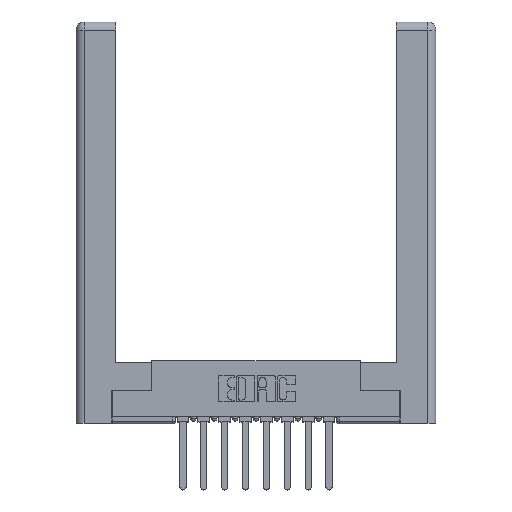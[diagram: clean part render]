
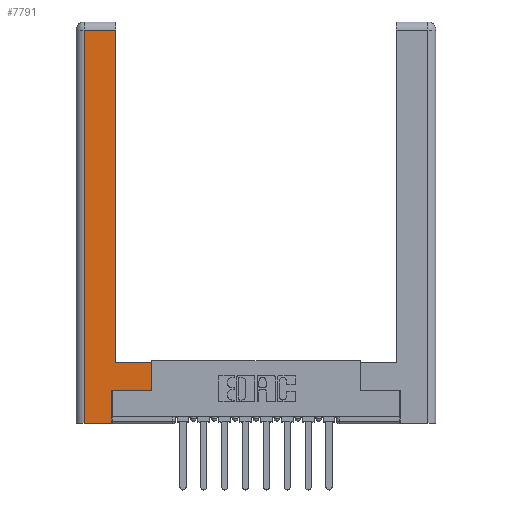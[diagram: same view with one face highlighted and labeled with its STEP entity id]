
A CAD part, top view. The second image highlights one B-rep face of the part: STEP entity #7791.
In plain terms, the highlighted planar face has unit normal (0, 0, 1).
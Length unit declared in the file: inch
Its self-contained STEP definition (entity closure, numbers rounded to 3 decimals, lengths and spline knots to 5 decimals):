
#95 = DIRECTION ( 'NONE',  ( -1., 0., 0. ) ) ;
#148 = VERTEX_POINT ( 'NONE', #8814 ) ;
#348 = CARTESIAN_POINT ( 'NONE',  ( 0.565, 0.245, 0. ) ) ;
#369 = VECTOR ( 'NONE', #12703, 39.37008 ) ;
#371 = CARTESIAN_POINT ( 'NONE',  ( 0.565, 0.45, 0. ) ) ;
#792 = LINE ( 'NONE', #14061, #10345 ) ;
#1138 = PLANE ( 'NONE',  #8447 ) ;
#1139 = LINE ( 'NONE', #5398, #1811 ) ;
#1188 = CARTESIAN_POINT ( 'NONE',  ( 0.295, 0.45, 0. ) ) ;
#1478 = EDGE_CURVE ( 'NONE', #9596, #3219, #792, .T. ) ;
#1811 = VECTOR ( 'NONE', #3183, 39.37008 ) ;
#2026 = DIRECTION ( 'NONE',  ( 1., 0., 0. ) ) ;
#2122 = CARTESIAN_POINT ( 'NONE',  ( 0.0615, 2.94, 0. ) ) ;
#2212 = LINE ( 'NONE', #6770, #5736 ) ;
#2408 = EDGE_CURVE ( 'NONE', #3219, #148, #1139, .T. ) ;
#2484 = ORIENTED_EDGE ( 'NONE', *, *, #9883, .T. ) ;
#2503 = LINE ( 'NONE', #371, #369 ) ;
#2632 = CARTESIAN_POINT ( 'NONE',  ( 0.0615, 0., 0. ) ) ;
#2732 = VERTEX_POINT ( 'NONE', #1188 ) ;
#3183 = DIRECTION ( 'NONE',  ( 0., 1., 0. ) ) ;
#3219 = VERTEX_POINT ( 'NONE', #13396 ) ;
#3222 = ORIENTED_EDGE ( 'NONE', *, *, #13492, .T. ) ;
#3237 = EDGE_CURVE ( 'NONE', #2732, #8425, #9900, .T. ) ;
#3259 = DIRECTION ( 'NONE',  ( -1., 0., 0. ) ) ;
#3424 = DIRECTION ( 'NONE',  ( 0., 1., 0. ) ) ;
#3437 = ORIENTED_EDGE ( 'NONE', *, *, #1478, .T. ) ;
#3509 = DIRECTION ( 'NONE',  ( 0., -1., 0. ) ) ;
#4037 = VERTEX_POINT ( 'NONE', #2122 ) ;
#4474 = LINE ( 'NONE', #6591, #14242 ) ;
#5325 = VECTOR ( 'NONE', #3424, 39.37008 ) ;
#5398 = CARTESIAN_POINT ( 'NONE',  ( 0.265, 0.245, 0. ) ) ;
#5547 = CARTESIAN_POINT ( 'NONE',  ( 0., 0., 0. ) ) ;
#5736 = VECTOR ( 'NONE', #95, 39.37008 ) ;
#5993 = ORIENTED_EDGE ( 'NONE', *, *, #2408, .T. ) ;
#6043 = ORIENTED_EDGE ( 'NONE', *, *, #7804, .T. ) ;
#6127 = ORIENTED_EDGE ( 'NONE', *, *, #10813, .T. ) ;
#6514 = CARTESIAN_POINT ( 'NONE',  ( 0.565, 0.45, 0. ) ) ;
#6591 = CARTESIAN_POINT ( 'NONE',  ( 0.0615, 0., 0. ) ) ;
#6770 = CARTESIAN_POINT ( 'NONE',  ( 0.295, 0.45, 0. ) ) ;
#7089 = ORIENTED_EDGE ( 'NONE', *, *, #3237, .T. ) ;
#7455 = EDGE_CURVE ( 'NONE', #4037, #9596, #4474, .T. ) ;
#7592 = LINE ( 'NONE', #14361, #11031 ) ;
#7791 = ADVANCED_FACE ( 'NONE', ( #9607 ), #1138, .F. ) ;
#7804 = EDGE_CURVE ( 'NONE', #8425, #4037, #11040, .T. ) ;
#7940 = CARTESIAN_POINT ( 'NONE',  ( 0.295, 3., 0. ) ) ;
#8425 = VERTEX_POINT ( 'NONE', #10161 ) ;
#8447 = AXIS2_PLACEMENT_3D ( 'NONE', #5547, #14040, #3259 ) ;
#8685 = VERTEX_POINT ( 'NONE', #348 ) ;
#8814 = CARTESIAN_POINT ( 'NONE',  ( 0.265, 0.245, 0. ) ) ;
#8894 = VECTOR ( 'NONE', #11117, 39.37008 ) ;
#8988 = ORIENTED_EDGE ( 'NONE', *, *, #7455, .T. ) ;
#9596 = VERTEX_POINT ( 'NONE', #2632 ) ;
#9607 = FACE_OUTER_BOUND ( 'NONE', #11959, .T. ) ;
#9883 = EDGE_CURVE ( 'NONE', #148, #8685, #7592, .T. ) ;
#9900 = LINE ( 'NONE', #7940, #5325 ) ;
#9960 = CARTESIAN_POINT ( 'NONE',  ( 0.0615, 2.94, 0. ) ) ;
#10161 = CARTESIAN_POINT ( 'NONE',  ( 0.295, 2.94, 0. ) ) ;
#10345 = VECTOR ( 'NONE', #2026, 39.37008 ) ;
#10813 = EDGE_CURVE ( 'NONE', #14171, #2732, #2212, .T. ) ;
#11031 = VECTOR ( 'NONE', #13329, 39.37008 ) ;
#11040 = LINE ( 'NONE', #9960, #8894 ) ;
#11117 = DIRECTION ( 'NONE',  ( -1., 0., 0. ) ) ;
#11959 = EDGE_LOOP ( 'NONE', ( #7089, #6043, #8988, #3437, #5993, #2484, #3222, #6127 ) ) ;
#12703 = DIRECTION ( 'NONE',  ( 0., 1., 0. ) ) ;
#13329 = DIRECTION ( 'NONE',  ( 1., 0., 0. ) ) ;
#13396 = CARTESIAN_POINT ( 'NONE',  ( 0.265, 0., 0. ) ) ;
#13492 = EDGE_CURVE ( 'NONE', #8685, #14171, #2503, .T. ) ;
#14040 = DIRECTION ( 'NONE',  ( 0., 0., -1. ) ) ;
#14061 = CARTESIAN_POINT ( 'NONE',  ( 0.265, 0., 0. ) ) ;
#14171 = VERTEX_POINT ( 'NONE', #6514 ) ;
#14242 = VECTOR ( 'NONE', #3509, 39.37008 ) ;
#14361 = CARTESIAN_POINT ( 'NONE',  ( 0.565, 0.245, 0. ) ) ;
